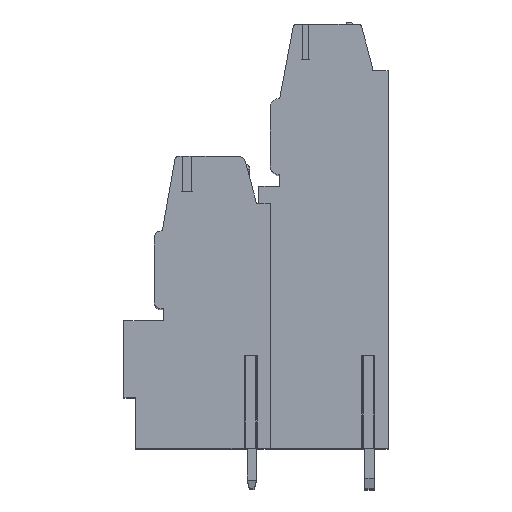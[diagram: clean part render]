
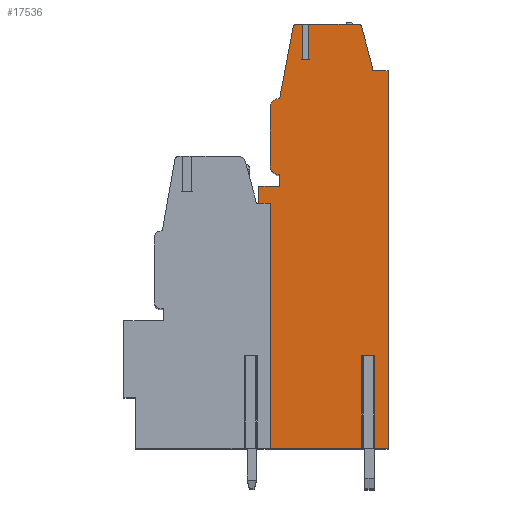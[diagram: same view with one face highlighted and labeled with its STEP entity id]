
A CAD part, top view. The second image highlights one B-rep face of the part: STEP entity #17536.
In plain terms, the highlighted planar face has unit normal (0, 0, 1).
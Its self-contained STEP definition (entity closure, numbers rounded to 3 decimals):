
#13=DIRECTION('',(0.,1.,0.));
#14=VECTOR('',#13,14.45);
#15=CARTESIAN_POINT('',(1.,-19.1,58.42));
#16=LINE('',#15,#14);
#17=DIRECTION('',(0.,-1.,0.));
#18=VECTOR('',#17,1.45);
#19=CARTESIAN_POINT('',(0.,3.5,58.42));
#20=LINE('',#19,#18);
#21=DIRECTION('',(-1.,0.,0.));
#22=VECTOR('',#21,1.8);
#23=CARTESIAN_POINT('',(1.8,3.5,58.42));
#24=LINE('',#23,#22);
#25=DIRECTION('',(0.,-1.,0.));
#26=VECTOR('',#25,1.);
#27=CARTESIAN_POINT('',(1.8,4.5,58.42));
#28=LINE('',#27,#26);
#29=CARTESIAN_POINT('',(1.8,5.3,58.42));
#30=DIRECTION('',(0.,0.,1.));
#31=DIRECTION('',(-1.,0.,0.));
#32=AXIS2_PLACEMENT_3D('',#29,#30,#31);
#34=DIRECTION('',(0.,-1.,0.));
#35=VECTOR('',#34,5.);
#36=CARTESIAN_POINT('',(1.,10.3,58.42));
#37=LINE('',#36,#35);
#38=CARTESIAN_POINT('',(1.8,10.3,58.42));
#39=DIRECTION('',(0.,0.,1.));
#40=DIRECTION('',(0.,1.,0.));
#41=AXIS2_PLACEMENT_3D('',#38,#39,#40);
#43=DIRECTION('',(-0.186,-0.983,0.));
#44=VECTOR('',#43,6.265);
#45=CARTESIAN_POINT('',(2.964,17.256,58.42));
#46=LINE('',#45,#44);
#47=CARTESIAN_POINT('',(3.259,17.2,58.42));
#48=DIRECTION('',(0.,0.,1.));
#49=DIRECTION('',(0.,1.,0.));
#50=AXIS2_PLACEMENT_3D('',#47,#48,#49);
#52=DIRECTION('',(-1.,0.,0.));
#53=VECTOR('',#52,0.551);
#54=CARTESIAN_POINT('',(3.81,17.5,58.42));
#55=LINE('',#54,#53);
#56=DIRECTION('',(0.,-1.,0.));
#57=VECTOR('',#56,3.05);
#58=CARTESIAN_POINT('',(3.81,17.5,58.42));
#59=LINE('',#58,#57);
#60=DIRECTION('',(1.,0.,0.));
#61=VECTOR('',#60,0.5);
#62=CARTESIAN_POINT('',(3.81,14.45,58.42));
#63=LINE('',#62,#61);
#64=DIRECTION('',(0.,-1.,0.));
#65=VECTOR('',#64,3.05);
#66=CARTESIAN_POINT('',(4.31,17.5,58.42));
#67=LINE('',#66,#65);
#68=DIRECTION('',(-1.,0.,0.));
#69=VECTOR('',#68,4.27);
#70=CARTESIAN_POINT('',(8.58,17.5,58.42));
#71=LINE('',#70,#69);
#72=CARTESIAN_POINT('',(8.58,17.2,58.42));
#73=DIRECTION('',(0.,0.,1.));
#74=DIRECTION('',(0.965,0.261,0.));
#75=AXIS2_PLACEMENT_3D('',#72,#73,#74);
#77=DIRECTION('',(-0.261,0.965,0.));
#78=VECTOR('',#77,3.539);
#79=CARTESIAN_POINT('',(9.792,13.861,58.42));
#80=LINE('',#79,#78);
#81=DIRECTION('',(-0.035,0.999,0.));
#82=VECTOR('',#81,0.361);
#83=CARTESIAN_POINT('',(9.805,13.5,58.42));
#84=LINE('',#83,#82);
#85=DIRECTION('',(-1.,0.,0.));
#86=VECTOR('',#85,1.355);
#87=CARTESIAN_POINT('',(11.16,13.5,58.42));
#88=LINE('',#87,#86);
#89=DIRECTION('',(0.,1.,0.));
#90=VECTOR('',#89,32.6);
#91=CARTESIAN_POINT('',(11.16,-19.1,58.42));
#92=LINE('',#91,#90);
#93=DIRECTION('',(1.,0.,0.));
#94=VECTOR('',#93,1.39);
#95=CARTESIAN_POINT('',(9.77,-19.1,58.42));
#96=LINE('',#95,#94);
#97=DIRECTION('',(0.,1.,0.));
#98=VECTOR('',#97,8.);
#99=CARTESIAN_POINT('',(9.77,-19.1,58.42));
#100=LINE('',#99,#98);
#101=DIRECTION('',(-1.,0.,0.));
#102=VECTOR('',#101,0.62);
#103=CARTESIAN_POINT('',(9.77,-11.1,58.42));
#104=LINE('',#103,#102);
#105=DIRECTION('',(0.,1.,0.));
#106=VECTOR('',#105,8.);
#107=CARTESIAN_POINT('',(9.15,-19.1,58.42));
#108=LINE('',#107,#106);
#109=DIRECTION('',(1.,0.,0.));
#110=VECTOR('',#109,8.15);
#111=CARTESIAN_POINT('',(1.,-19.1,58.42));
#112=LINE('',#111,#110);
#133=DIRECTION('',(-1.,0.,0.));
#134=VECTOR('',#133,1.195);
#135=CARTESIAN_POINT('',(1.,-4.65,58.42));
#136=LINE('',#135,#134);
#141=DIRECTION('',(-1.,0.,0.));
#142=VECTOR('',#141,0.195);
#143=CARTESIAN_POINT('',(0.,2.05,58.42));
#144=LINE('',#143,#142);
#637=DIRECTION('',(0.,-1.,0.));
#638=VECTOR('',#637,6.7);
#639=CARTESIAN_POINT('',(-0.195,2.05,58.42));
#640=LINE('',#639,#638);
#13745=CARTESIAN_POINT('',(11.16,-19.1,58.42));
#13746=CARTESIAN_POINT('',(11.16,13.5,58.42));
#13747=VERTEX_POINT('',#13745);
#13748=VERTEX_POINT('',#13746);
#13749=CARTESIAN_POINT('',(9.805,13.5,58.42));
#13750=VERTEX_POINT('',#13749);
#13751=CARTESIAN_POINT('',(9.792,13.861,58.42));
#13752=VERTEX_POINT('',#13751);
#13753=CARTESIAN_POINT('',(8.87,17.278,58.42));
#13754=VERTEX_POINT('',#13753);
#13755=CARTESIAN_POINT('',(8.58,17.5,58.42));
#13756=VERTEX_POINT('',#13755);
#13757=CARTESIAN_POINT('',(3.259,17.5,58.42));
#13758=CARTESIAN_POINT('',(2.964,17.256,58.42));
#13759=VERTEX_POINT('',#13757);
#13760=VERTEX_POINT('',#13758);
#13761=CARTESIAN_POINT('',(1.8,11.1,58.42));
#13762=VERTEX_POINT('',#13761);
#13763=CARTESIAN_POINT('',(1.,10.3,58.42));
#13764=VERTEX_POINT('',#13763);
#13765=CARTESIAN_POINT('',(1.,5.3,58.42));
#13766=VERTEX_POINT('',#13765);
#13767=CARTESIAN_POINT('',(1.8,4.5,58.42));
#13768=VERTEX_POINT('',#13767);
#13769=CARTESIAN_POINT('',(1.8,3.5,58.42));
#13770=VERTEX_POINT('',#13769);
#13771=CARTESIAN_POINT('',(0.,3.5,58.42));
#13772=VERTEX_POINT('',#13771);
#13877=CARTESIAN_POINT('',(1.,-19.1,58.42));
#13878=VERTEX_POINT('',#13877);
#13903=CARTESIAN_POINT('',(9.77,-11.1,58.42));
#13904=CARTESIAN_POINT('',(9.15,-11.1,58.42));
#13905=VERTEX_POINT('',#13903);
#13906=VERTEX_POINT('',#13904);
#13907=CARTESIAN_POINT('',(9.77,-19.1,58.42));
#13908=VERTEX_POINT('',#13907);
#13909=CARTESIAN_POINT('',(9.15,-19.1,58.42));
#13910=VERTEX_POINT('',#13909);
#13947=CARTESIAN_POINT('',(3.81,14.45,58.42));
#13948=CARTESIAN_POINT('',(4.31,14.45,58.42));
#13949=VERTEX_POINT('',#13947);
#13950=VERTEX_POINT('',#13948);
#13951=CARTESIAN_POINT('',(4.31,17.5,58.42));
#13952=VERTEX_POINT('',#13951);
#13953=CARTESIAN_POINT('',(3.81,17.5,58.42));
#13954=VERTEX_POINT('',#13953);
#14339=CARTESIAN_POINT('',(-0.195,-4.65,58.42));
#14341=VERTEX_POINT('',#14339);
#14343=CARTESIAN_POINT('',(0.,2.05,58.42));
#14344=CARTESIAN_POINT('',(-0.195,2.05,58.42));
#14345=VERTEX_POINT('',#14343);
#14346=VERTEX_POINT('',#14344);
#14351=CARTESIAN_POINT('',(1.,-4.65,58.42));
#14353=VERTEX_POINT('',#14351);
#17475=CARTESIAN_POINT('',(0.,0.,58.42));
#17476=DIRECTION('',(0.,0.,1.));
#17477=DIRECTION('',(1.,0.,0.));
#17478=AXIS2_PLACEMENT_3D('',#17475,#17476,#17477);
#17479=PLANE('',#17478);
#17481=ORIENTED_EDGE('',*,*,#17480,.T.);
#17483=ORIENTED_EDGE('',*,*,#17482,.T.);
#17485=ORIENTED_EDGE('',*,*,#17484,.F.);
#17487=ORIENTED_EDGE('',*,*,#17486,.F.);
#17489=ORIENTED_EDGE('',*,*,#17488,.F.);
#17491=ORIENTED_EDGE('',*,*,#17490,.F.);
#17493=ORIENTED_EDGE('',*,*,#17492,.F.);
#17495=ORIENTED_EDGE('',*,*,#17494,.F.);
#17497=ORIENTED_EDGE('',*,*,#17496,.F.);
#17499=ORIENTED_EDGE('',*,*,#17498,.F.);
#17501=ORIENTED_EDGE('',*,*,#17500,.F.);
#17503=ORIENTED_EDGE('',*,*,#17502,.F.);
#17505=ORIENTED_EDGE('',*,*,#17504,.F.);
#17507=ORIENTED_EDGE('',*,*,#17506,.T.);
#17509=ORIENTED_EDGE('',*,*,#17508,.T.);
#17511=ORIENTED_EDGE('',*,*,#17510,.F.);
#17513=ORIENTED_EDGE('',*,*,#17512,.F.);
#17515=ORIENTED_EDGE('',*,*,#17514,.F.);
#17517=ORIENTED_EDGE('',*,*,#17516,.F.);
#17519=ORIENTED_EDGE('',*,*,#17518,.F.);
#17521=ORIENTED_EDGE('',*,*,#17520,.F.);
#17523=ORIENTED_EDGE('',*,*,#17522,.F.);
#17525=ORIENTED_EDGE('',*,*,#17524,.F.);
#17527=ORIENTED_EDGE('',*,*,#17526,.T.);
#17529=ORIENTED_EDGE('',*,*,#17528,.T.);
#17531=ORIENTED_EDGE('',*,*,#17530,.F.);
#17533=ORIENTED_EDGE('',*,*,#17532,.F.);
#17534=EDGE_LOOP('',(#17481,#17483,#17485,#17487,#17489,#17491,#17493,#17495,
#17497,#17499,#17501,#17503,#17505,#17507,#17509,#17511,#17513,#17515,#17517,
#17519,#17521,#17523,#17525,#17527,#17529,#17531,#17533));
#17535=FACE_OUTER_BOUND('',#17534,.F.);
#33=CIRCLE('',#32,0.8);
#42=CIRCLE('',#41,0.8);
#51=CIRCLE('',#50,0.3);
#76=CIRCLE('',#75,0.3);
#17480=EDGE_CURVE('',#13878,#14353,#16,.T.);
#17482=EDGE_CURVE('',#14353,#14341,#136,.T.);
#17484=EDGE_CURVE('',#14346,#14341,#640,.T.);
#17486=EDGE_CURVE('',#14345,#14346,#144,.T.);
#17488=EDGE_CURVE('',#13772,#14345,#20,.T.);
#17490=EDGE_CURVE('',#13770,#13772,#24,.T.);
#17492=EDGE_CURVE('',#13768,#13770,#28,.T.);
#17494=EDGE_CURVE('',#13766,#13768,#33,.T.);
#17496=EDGE_CURVE('',#13764,#13766,#37,.T.);
#17498=EDGE_CURVE('',#13762,#13764,#42,.T.);
#17500=EDGE_CURVE('',#13760,#13762,#46,.T.);
#17502=EDGE_CURVE('',#13759,#13760,#51,.T.);
#17504=EDGE_CURVE('',#13954,#13759,#55,.T.);
#17506=EDGE_CURVE('',#13954,#13949,#59,.T.);
#17508=EDGE_CURVE('',#13949,#13950,#63,.T.);
#17510=EDGE_CURVE('',#13952,#13950,#67,.T.);
#17512=EDGE_CURVE('',#13756,#13952,#71,.T.);
#17514=EDGE_CURVE('',#13754,#13756,#76,.T.);
#17516=EDGE_CURVE('',#13752,#13754,#80,.T.);
#17518=EDGE_CURVE('',#13750,#13752,#84,.T.);
#17520=EDGE_CURVE('',#13748,#13750,#88,.T.);
#17522=EDGE_CURVE('',#13747,#13748,#92,.T.);
#17524=EDGE_CURVE('',#13908,#13747,#96,.T.);
#17526=EDGE_CURVE('',#13908,#13905,#100,.T.);
#17528=EDGE_CURVE('',#13905,#13906,#104,.T.);
#17530=EDGE_CURVE('',#13910,#13906,#108,.T.);
#17532=EDGE_CURVE('',#13878,#13910,#112,.T.);
#17536=ADVANCED_FACE('',(#17535),#17479,.T.);
